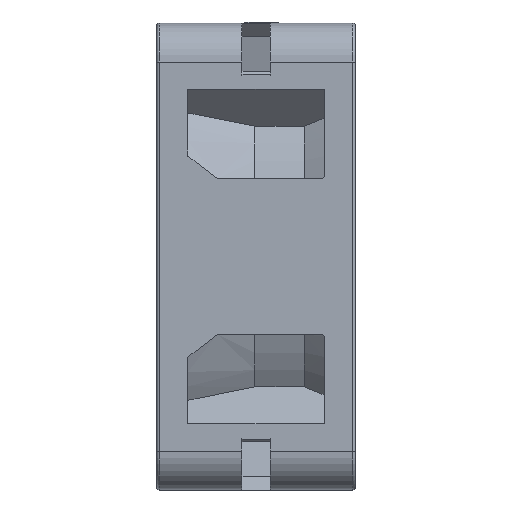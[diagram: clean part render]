
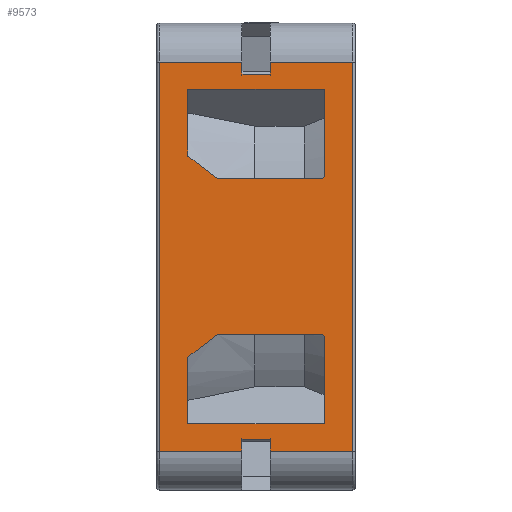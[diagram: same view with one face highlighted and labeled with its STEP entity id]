
A CAD part, left-side view. The second image highlights one B-rep face of the part: STEP entity #9573.
In plain terms, the highlighted planar face has unit normal (-1, 0, 0).
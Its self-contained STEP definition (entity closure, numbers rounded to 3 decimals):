
#316=CARTESIAN_POINT('',(-30.,-17.331,-10.));
#327=CARTESIAN_POINT('',(-30.,-3.783,-10.));
#557=CARTESIAN_POINT('',(-30.,-17.331,10.));
#559=DIRECTION('',(0.,1.,0.));
#560=VECTOR('',#559,13.548);
#561=CARTESIAN_POINT('',(-30.,-17.331,10.));
#562=LINE('',#561,#560);
#567=CARTESIAN_POINT('',(-30.,-3.783,10.));
#573=CARTESIAN_POINT('',(-30.,0.,12.918));
#574=CARTESIAN_POINT('',(-30.,-0.704,12.429));
#575=CARTESIAN_POINT('',(-30.,-2.039,11.453));
#576=CARTESIAN_POINT('',(-30.,-3.227,10.484));
#577=CARTESIAN_POINT('',(-30.,-3.783,10.));
#579=CARTESIAN_POINT('',(-30.,-17.5,10.293));
#580=CARTESIAN_POINT('',(-30.,-17.471,10.244));
#581=CARTESIAN_POINT('',(-30.,-17.415,10.146));
#582=CARTESIAN_POINT('',(-30.,-17.359,10.049));
#583=CARTESIAN_POINT('',(-30.,-17.331,10.));
#585=CARTESIAN_POINT('',(-30.,-17.331,-10.));
#586=CARTESIAN_POINT('',(-30.,-17.359,-10.049));
#587=CARTESIAN_POINT('',(-30.,-17.415,-10.146));
#588=CARTESIAN_POINT('',(-30.,-17.471,-10.244));
#589=CARTESIAN_POINT('',(-30.,-17.5,-10.293));
#591=DIRECTION('',(0.,1.,0.));
#592=VECTOR('',#591,13.548);
#593=CARTESIAN_POINT('',(-30.,-17.331,-10.));
#594=LINE('',#593,#592);
#595=CARTESIAN_POINT('',(-30.,-3.783,-10.));
#596=CARTESIAN_POINT('',(-30.,-3.227,-10.484));
#597=CARTESIAN_POINT('',(-30.,-2.039,-11.453));
#598=CARTESIAN_POINT('',(-30.,-0.704,-12.429));
#599=CARTESIAN_POINT('',(-30.,0.,-12.918));
#601=DIRECTION('',(0.,-1.,0.));
#602=VECTOR('',#601,17.5);
#603=CARTESIAN_POINT('',(-30.,0.,-21.515));
#604=LINE('',#603,#602);
#605=DIRECTION('',(0.,0.,-1.));
#606=VECTOR('',#605,1.534);
#607=CARTESIAN_POINT('',(-30.,-10.6,25.));
#608=LINE('',#607,#606);
#609=DIRECTION('',(0.,0.,-1.));
#610=VECTOR('',#609,1.534);
#611=CARTESIAN_POINT('',(-30.,-10.6,-23.466));
#612=LINE('',#611,#610);
#613=DIRECTION('',(0.,-1.,0.));
#614=VECTOR('',#613,3.65);
#615=CARTESIAN_POINT('',(-30.,-6.95,-23.466));
#616=LINE('',#615,#614);
#617=DIRECTION('',(0.,0.,-1.));
#618=VECTOR('',#617,1.534);
#619=CARTESIAN_POINT('',(-30.,-6.95,-23.466));
#620=LINE('',#619,#618);
#621=DIRECTION('',(0.,0.,-1.));
#622=VECTOR('',#621,1.534);
#623=CARTESIAN_POINT('',(-30.,-6.95,25.));
#624=LINE('',#623,#622);
#625=DIRECTION('',(0.,-1.,0.));
#626=VECTOR('',#625,3.65);
#627=CARTESIAN_POINT('',(-30.,-6.95,23.466));
#628=LINE('',#627,#626);
#691=DIRECTION('',(0.,0.,-1.));
#692=VECTOR('',#691,11.221);
#693=CARTESIAN_POINT('',(-30.,-17.5,-10.293));
#694=LINE('',#693,#692);
#715=DIRECTION('',(0.,0.,-1.));
#716=VECTOR('',#715,11.221);
#717=CARTESIAN_POINT('',(-30.,-17.5,21.515));
#718=LINE('',#717,#716);
#808=DIRECTION('',(0.,0.,-1.));
#809=VECTOR('',#808,8.597);
#810=CARTESIAN_POINT('',(-30.,0.,-12.918));
#811=LINE('',#810,#809);
#852=DIRECTION('',(0.,0.,-1.));
#853=VECTOR('',#852,8.597);
#854=CARTESIAN_POINT('',(-30.,0.,21.515));
#855=LINE('',#854,#853);
#1545=DIRECTION('',(0.,-1.,0.));
#1546=VECTOR('',#1545,10.6);
#1547=CARTESIAN_POINT('',(-30.,-10.6,-25.));
#1548=LINE('',#1547,#1546);
#1557=DIRECTION('',(0.,-1.,0.));
#1558=VECTOR('',#1557,10.65);
#1559=CARTESIAN_POINT('',(-30.,3.7,-25.));
#1560=LINE('',#1559,#1558);
#3404=DIRECTION('',(0.,0.,-1.));
#3405=VECTOR('',#3404,50.);
#3406=CARTESIAN_POINT('',(-30.,3.7,25.));
#3407=LINE('',#3406,#3405);
#3436=DIRECTION('',(0.,-1.,0.));
#3437=VECTOR('',#3436,10.6);
#3438=CARTESIAN_POINT('',(-30.,-10.6,25.));
#3439=LINE('',#3438,#3437);
#3440=DIRECTION('',(0.,-1.,0.));
#3441=VECTOR('',#3440,10.65);
#3442=CARTESIAN_POINT('',(-30.,3.7,25.));
#3443=LINE('',#3442,#3441);
#4079=DIRECTION('',(0.,0.,-1.));
#4080=VECTOR('',#4079,50.);
#4081=CARTESIAN_POINT('',(-30.,-21.2,25.));
#4082=LINE('',#4081,#4080);
#5260=DIRECTION('',(0.,-1.,0.));
#5261=VECTOR('',#5260,17.5);
#5262=CARTESIAN_POINT('',(-30.,0.,21.515));
#5263=LINE('',#5262,#5261);
#7013=CARTESIAN_POINT('',(-30.,-17.5,-21.515));
#7015=VERTEX_POINT('',#7013);
#7024=CARTESIAN_POINT('',(-30.,-17.5,21.515));
#7026=VERTEX_POINT('',#7024);
#7060=CARTESIAN_POINT('',(-30.,0.,-21.515));
#7062=VERTEX_POINT('',#7060);
#7067=CARTESIAN_POINT('',(-30.,0.,21.515));
#7068=VERTEX_POINT('',#7067);
#7094=CARTESIAN_POINT('',(-30.,-17.5,10.293));
#7095=VERTEX_POINT('',#7094);
#7096=CARTESIAN_POINT('',(-30.,-17.5,-10.293));
#7097=VERTEX_POINT('',#7096);
#7108=CARTESIAN_POINT('',(-30.,0.,12.918));
#7109=VERTEX_POINT('',#7108);
#7110=CARTESIAN_POINT('',(-30.,0.,-12.918));
#7111=VERTEX_POINT('',#7110);
#7183=VERTEX_POINT('',#557);
#7189=VERTEX_POINT('',#567);
#7192=VERTEX_POINT('',#316);
#7199=VERTEX_POINT('',#327);
#7335=CARTESIAN_POINT('',(-30.,-21.2,-25.));
#7336=VERTEX_POINT('',#7335);
#7339=CARTESIAN_POINT('',(-30.,-21.2,25.));
#7340=VERTEX_POINT('',#7339);
#7445=CARTESIAN_POINT('',(-30.,-10.6,25.));
#7446=CARTESIAN_POINT('',(-30.,-10.6,23.466));
#7447=VERTEX_POINT('',#7445);
#7448=VERTEX_POINT('',#7446);
#7449=CARTESIAN_POINT('',(-30.,-10.6,-23.466));
#7450=CARTESIAN_POINT('',(-30.,-10.6,-25.));
#7451=VERTEX_POINT('',#7449);
#7452=VERTEX_POINT('',#7450);
#7453=CARTESIAN_POINT('',(-30.,-6.95,25.));
#7454=CARTESIAN_POINT('',(-30.,-6.95,23.466));
#7455=VERTEX_POINT('',#7453);
#7456=VERTEX_POINT('',#7454);
#7457=CARTESIAN_POINT('',(-30.,-6.95,-23.466));
#7458=CARTESIAN_POINT('',(-30.,-6.95,-25.));
#7459=VERTEX_POINT('',#7457);
#7460=VERTEX_POINT('',#7458);
#8138=CARTESIAN_POINT('',(-30.,3.7,-25.));
#8139=VERTEX_POINT('',#8138);
#8142=CARTESIAN_POINT('',(-30.,3.7,25.));
#8143=VERTEX_POINT('',#8142);
#9521=CARTESIAN_POINT('',(-30.,4.,30.));
#9522=DIRECTION('',(1.,0.,0.));
#9523=DIRECTION('',(0.,0.,-1.));
#9524=AXIS2_PLACEMENT_3D('',#9521,#9522,#9523);
#9525=PLANE('',#9524);
#9526=ORIENTED_EDGE('',*,*,#8725,.F.);
#9528=ORIENTED_EDGE('',*,*,#9527,.T.);
#9530=ORIENTED_EDGE('',*,*,#9529,.T.);
#9532=ORIENTED_EDGE('',*,*,#9531,.F.);
#9533=ORIENTED_EDGE('',*,*,#8644,.F.);
#9535=ORIENTED_EDGE('',*,*,#9534,.F.);
#9537=ORIENTED_EDGE('',*,*,#9536,.T.);
#9539=ORIENTED_EDGE('',*,*,#9538,.F.);
#9541=ORIENTED_EDGE('',*,*,#9540,.F.);
#9543=ORIENTED_EDGE('',*,*,#9542,.T.);
#9545=ORIENTED_EDGE('',*,*,#9544,.T.);
#9547=ORIENTED_EDGE('',*,*,#9546,.T.);
#9548=EDGE_LOOP('',(#9526,#9528,#9530,#9532,#9533,#9535,#9537,#9539,#9541,#9543,
#9545,#9547));
#9549=FACE_OUTER_BOUND('',#9548,.F.);
#9550=ORIENTED_EDGE('',*,*,#8927,.F.);
#9551=ORIENTED_EDGE('',*,*,#8898,.T.);
#9552=ORIENTED_EDGE('',*,*,#8817,.T.);
#9554=ORIENTED_EDGE('',*,*,#9553,.T.);
#9556=ORIENTED_EDGE('',*,*,#9555,.T.);
#9558=ORIENTED_EDGE('',*,*,#9557,.F.);
#9559=EDGE_LOOP('',(#9550,#9551,#9552,#9554,#9556,#9558));
#9560=FACE_BOUND('',#9559,.F.);
#9562=ORIENTED_EDGE('',*,*,#9561,.T.);
#9563=ORIENTED_EDGE('',*,*,#9513,.F.);
#9564=ORIENTED_EDGE('',*,*,#9101,.F.);
#9566=ORIENTED_EDGE('',*,*,#9565,.F.);
#9568=ORIENTED_EDGE('',*,*,#9567,.F.);
#9570=ORIENTED_EDGE('',*,*,#9569,.T.);
#9571=EDGE_LOOP('',(#9562,#9563,#9564,#9566,#9568,#9570));
#9572=FACE_BOUND('',#9571,.F.);
#578=B_SPLINE_CURVE_WITH_KNOTS('',3,(#573,#574,#575,#576,#577),.UNSPECIFIED.,
.F.,.F.,(4,1,4),(0.,0.5,1.),.UNSPECIFIED.);
#584=B_SPLINE_CURVE_WITH_KNOTS('',3,(#579,#580,#581,#582,#583),.UNSPECIFIED.,
.F.,.F.,(4,1,4),(0.,0.5,1.),.UNSPECIFIED.);
#590=B_SPLINE_CURVE_WITH_KNOTS('',3,(#585,#586,#587,#588,#589),.UNSPECIFIED.,
.F.,.F.,(4,1,4),(0.,0.5,1.),.UNSPECIFIED.);
#600=B_SPLINE_CURVE_WITH_KNOTS('',3,(#595,#596,#597,#598,#599),.UNSPECIFIED.,
.F.,.F.,(4,1,4),(0.,0.5,1.),.UNSPECIFIED.);
#8644=EDGE_CURVE('',#7451,#7452,#612,.T.);
#8725=EDGE_CURVE('',#7447,#7448,#608,.T.);
#8817=EDGE_CURVE('',#7199,#7111,#600,.T.);
#8898=EDGE_CURVE('',#7192,#7199,#594,.T.);
#8927=EDGE_CURVE('',#7192,#7097,#590,.T.);
#9101=EDGE_CURVE('',#7095,#7183,#584,.T.);
#9513=EDGE_CURVE('',#7183,#7189,#562,.T.);
#9527=EDGE_CURVE('',#7447,#7340,#3439,.T.);
#9529=EDGE_CURVE('',#7340,#7336,#4082,.T.);
#9531=EDGE_CURVE('',#7452,#7336,#1548,.T.);
#9534=EDGE_CURVE('',#7459,#7451,#616,.T.);
#9536=EDGE_CURVE('',#7459,#7460,#620,.T.);
#9538=EDGE_CURVE('',#8139,#7460,#1560,.T.);
#9540=EDGE_CURVE('',#8143,#8139,#3407,.T.);
#9542=EDGE_CURVE('',#8143,#7455,#3443,.T.);
#9544=EDGE_CURVE('',#7455,#7456,#624,.T.);
#9546=EDGE_CURVE('',#7456,#7448,#628,.T.);
#9553=EDGE_CURVE('',#7111,#7062,#811,.T.);
#9555=EDGE_CURVE('',#7062,#7015,#604,.T.);
#9557=EDGE_CURVE('',#7097,#7015,#694,.T.);
#9561=EDGE_CURVE('',#7109,#7189,#578,.T.);
#9565=EDGE_CURVE('',#7026,#7095,#718,.T.);
#9567=EDGE_CURVE('',#7068,#7026,#5263,.T.);
#9569=EDGE_CURVE('',#7068,#7109,#855,.T.);
#9573=ADVANCED_FACE('',(#9549,#9560,#9572),#9525,.F.);
